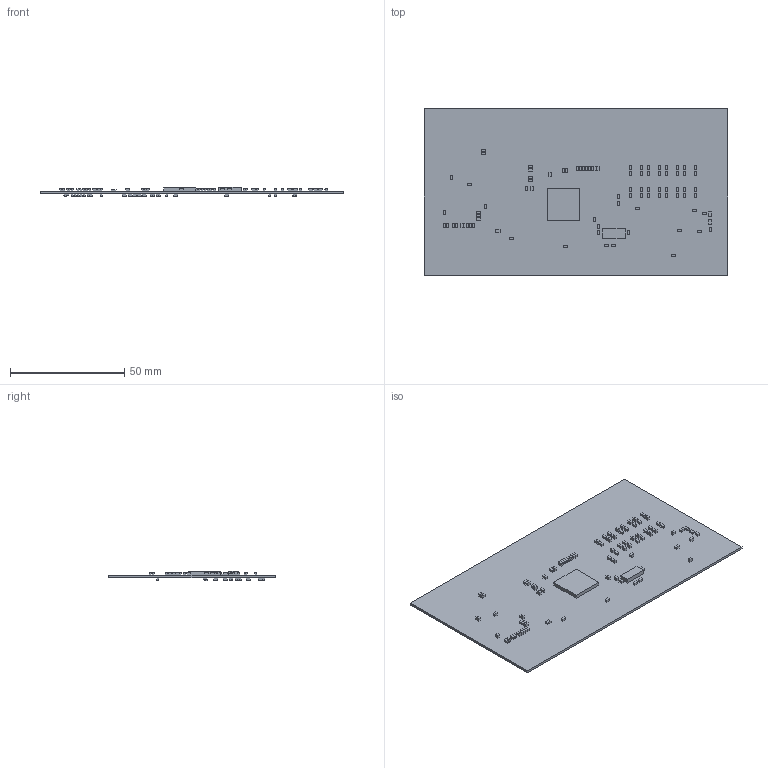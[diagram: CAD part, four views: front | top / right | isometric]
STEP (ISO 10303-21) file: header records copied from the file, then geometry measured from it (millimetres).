
FILE_DESCRIPTION(('Open CASCADE Model'),'2;1');
FILE_NAME('Open CASCADE Shape Model','2014-06-17T17:05:47',('Author'),( 'Open CASCADE'),'Open CASCADE STEP processor 6.2','Open CASCADE 6.2' ,'Unknown');
FILE_SCHEMA(('AUTOMOTIVE_DESIGN { 1 0 10303 214 1 1 1 1 }'));
Length unit declared in the file: millimetre
Products named in the file (131): PCB; Board; C1; 506340352; Extruded; C2; 506340096; C3; C4; C5; C6; C7; C8; C9; C10; C11; C12; C13; C15; C16; C18; C19; C20; C21; C22; C23; C24; C25; C26; 506340480; C27; C28; C29; C30; C31; C32; C33; C34; C35; C36 ...
Assembly tree (241 placements, depth 4):
  PCB
    Board
    C1
      506340352
        Extruded
    C2
      506340096
        Extruded
    C3
      506340352
        Extruded
    C4
      506340096
        Extruded
    C5
      506340352
        Extruded
    C6
      506340352
        Extruded
    C7
      506340352
        Extruded
    C8
      506340352
        Extruded
    C9
      506340096
        Extruded
    C10
      506340096
        Extruded
    C11
      506340096
        Extruded
    C12
      506340352
        Extruded
    C13
      506340352
        Extruded
    C15
      506340352
        Extruded
    C16
      506340352
        Extruded
    C18
      506340352
        Extruded
    C19
      506340352
        Extruded
    C20
      506340096
        Extruded
    C21
      506340096
        Extruded
    C22
Bounding box: 132.72 x 72.64 x 4.28 mm (x, y, z)
Volume: 10964.9 mm3; surface area: 21529.2 mm2
Topology: 118 solids, 118 shells, 708 faces, 1416 edges, 944 vertices
Faces by surface type: plane 708
Entity records: 5458 total; most frequent: DIRECTION 820, CARTESIAN_POINT 592, PRODUCT_DEFINITION_SHAPE 372, AXIS2_PLACEMENT_3D 284, LINE 252, VECTOR 252, CONTEXT_DEPENDENT_SHAPE_REPRESENTATION 241, ITEM_DEFINED_TRANSFORMATION 241
